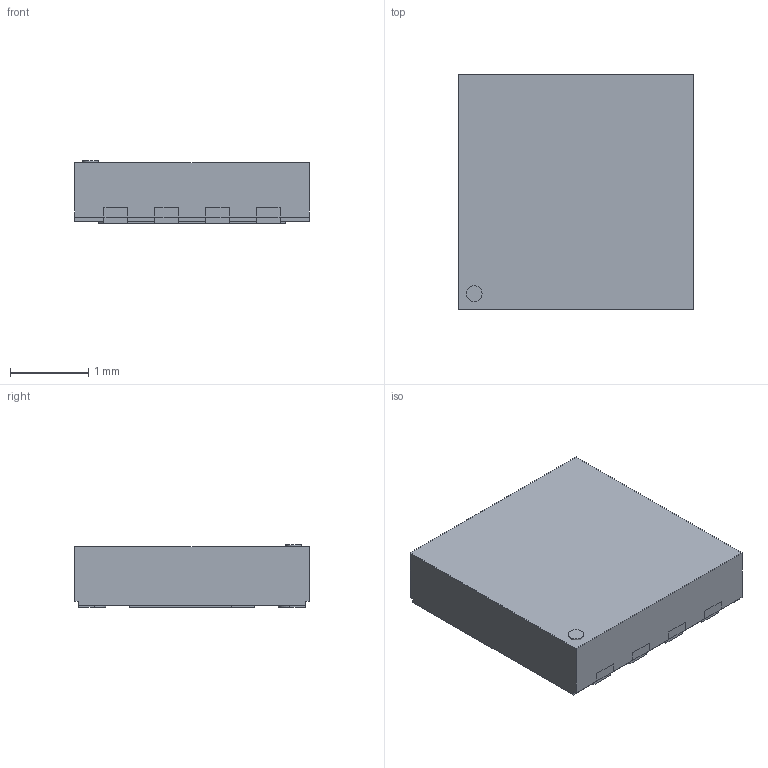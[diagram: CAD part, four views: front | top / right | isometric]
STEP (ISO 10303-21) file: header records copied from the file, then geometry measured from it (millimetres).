
FILE_DESCRIPTION(('FreeCAD Model'),'2;1');
FILE_NAME( 'SON65P300X300X100-9.step', '2021-04-01T18:19:01',('kicad StepUp'),('ksu MCAD'), 'Open CASCADE STEP processor 7.2','FreeCAD','Unknown');
FILE_SCHEMA(('AUTOMOTIVE_DESIGN { 1 0 10303 214 1 1 1 1 }'));
Length unit declared in the file: millimetre
Products named in the file (1): SON65P300X300X100-9
Bounding box: 3 x 3 x 0.8 mm (x, y, z)
Volume: 6.9 mm3; surface area: 47.9 mm2
Topology: 11 solids, 11 shells, 148 faces, 369 edges, 246 vertices
Faces by surface type: plane 131, cylinder 17
Full cylindrical faces by diameter (mm): 0.2 x1
Entity records: 5377 total; most frequent: CARTESIAN_POINT 764, ORIENTED_EDGE 738, DIRECTION 701, EDGE_CURVE 369, LINE 335, VECTOR 335, VERTEX_POINT 246, AXIS2_PLACEMENT_3D 183
